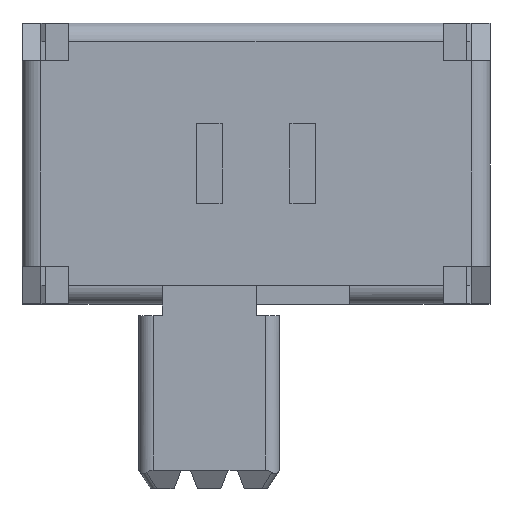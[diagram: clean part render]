
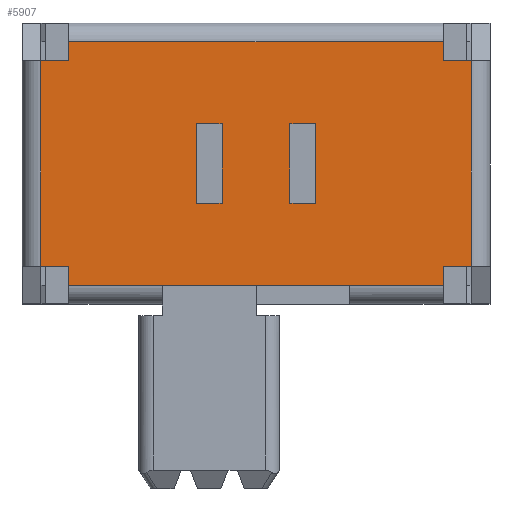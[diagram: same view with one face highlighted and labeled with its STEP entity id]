
A CAD part, top view. The second image highlights one B-rep face of the part: STEP entity #5907.
In plain terms, the highlighted planar face has unit normal (0, 0, 1).
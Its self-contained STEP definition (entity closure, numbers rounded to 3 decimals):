
#36=FACE_BOUND('',#704,.T.);
#37=FACE_BOUND('',#705,.T.);
#404=FACE_OUTER_BOUND('',#703,.T.);
#703=EDGE_LOOP('',(#4924,#4925,#4926,#4927,#4928,#4929,#4930,#4931,#4932,
#4933,#4934,#4935));
#704=EDGE_LOOP('',(#4936,#4937,#4938,#4939));
#705=EDGE_LOOP('',(#4940,#4941,#4942,#4943));
#806=LINE('',#7973,#1521);
#1374=LINE('',#9246,#2089);
#1379=LINE('',#9262,#2094);
#1402=LINE('',#9323,#2117);
#1403=LINE('',#9326,#2118);
#1409=LINE('',#9344,#2124);
#1410=LINE('',#9348,#2125);
#1411=LINE('',#9350,#2126);
#1412=LINE('',#9352,#2127);
#1413=LINE('',#9353,#2128);
#1414=LINE('',#9355,#2129);
#1415=LINE('',#9356,#2130);
#1416=LINE('',#9359,#2131);
#1417=LINE('',#9361,#2132);
#1418=LINE('',#9363,#2133);
#1419=LINE('',#9364,#2134);
#1420=LINE('',#9367,#2135);
#1421=LINE('',#9369,#2136);
#1422=LINE('',#9371,#2137);
#1423=LINE('',#9372,#2138);
#1521=VECTOR('',#6455,8.);
#2089=VECTOR('',#7543,4.4);
#2094=VECTOR('',#7568,0.599);
#2117=VECTOR('',#7641,4.4);
#2118=VECTOR('',#7644,0.599);
#2124=VECTOR('',#7670,8.);
#2125=VECTOR('',#7677,0.399);
#2126=VECTOR('',#7680,0.399);
#2127=VECTOR('',#7681,0.599);
#2128=VECTOR('',#7682,0.399);
#2129=VECTOR('',#7683,0.399);
#2130=VECTOR('',#7684,0.599);
#2131=VECTOR('',#7685,1.7);
#2132=VECTOR('',#7686,0.55);
#2133=VECTOR('',#7687,1.7);
#2134=VECTOR('',#7688,0.55);
#2135=VECTOR('',#7689,1.7);
#2136=VECTOR('',#7690,0.55);
#2137=VECTOR('',#7691,1.7);
#2138=VECTOR('',#7692,0.55);
#2237=VERTEX_POINT('',#7970);
#2238=VERTEX_POINT('',#7972);
#2641=VERTEX_POINT('',#9234);
#2643=VERTEX_POINT('',#9240);
#2644=VERTEX_POINT('',#9260);
#2655=VERTEX_POINT('',#9299);
#2657=VERTEX_POINT('',#9305);
#2658=VERTEX_POINT('',#9325);
#2659=VERTEX_POINT('',#9336);
#2660=VERTEX_POINT('',#9340);
#2661=VERTEX_POINT('',#9351);
#2662=VERTEX_POINT('',#9354);
#2663=VERTEX_POINT('',#9357);
#2664=VERTEX_POINT('',#9358);
#2665=VERTEX_POINT('',#9360);
#2666=VERTEX_POINT('',#9362);
#2667=VERTEX_POINT('',#9365);
#2668=VERTEX_POINT('',#9366);
#2669=VERTEX_POINT('',#9368);
#2670=VERTEX_POINT('',#9370);
#2753=EDGE_CURVE('',#2238,#2237,#806,.T.);
#3386=EDGE_CURVE('',#2641,#2643,#1374,.T.);
#3393=EDGE_CURVE('',#2643,#2644,#1379,.T.);
#3424=EDGE_CURVE('',#2655,#2657,#1402,.T.);
#3425=EDGE_CURVE('',#2658,#2655,#1403,.T.);
#3433=EDGE_CURVE('',#2659,#2660,#1409,.T.);
#3434=EDGE_CURVE('',#2644,#2659,#1410,.T.);
#3435=EDGE_CURVE('',#2660,#2658,#1411,.T.);
#3436=EDGE_CURVE('',#2657,#2661,#1412,.T.);
#3437=EDGE_CURVE('',#2661,#2238,#1413,.T.);
#3438=EDGE_CURVE('',#2237,#2662,#1414,.T.);
#3439=EDGE_CURVE('',#2662,#2641,#1415,.T.);
#3440=EDGE_CURVE('',#2663,#2664,#1416,.T.);
#3441=EDGE_CURVE('',#2664,#2665,#1417,.T.);
#3442=EDGE_CURVE('',#2665,#2666,#1418,.T.);
#3443=EDGE_CURVE('',#2666,#2663,#1419,.T.);
#3444=EDGE_CURVE('',#2667,#2668,#1420,.T.);
#3445=EDGE_CURVE('',#2668,#2669,#1421,.T.);
#3446=EDGE_CURVE('',#2669,#2670,#1422,.T.);
#3447=EDGE_CURVE('',#2670,#2667,#1423,.T.);
#4924=ORIENTED_EDGE('',*,*,#3386,.T.);
#4925=ORIENTED_EDGE('',*,*,#3393,.T.);
#4926=ORIENTED_EDGE('',*,*,#3434,.T.);
#4927=ORIENTED_EDGE('',*,*,#3433,.T.);
#4928=ORIENTED_EDGE('',*,*,#3435,.T.);
#4929=ORIENTED_EDGE('',*,*,#3425,.T.);
#4930=ORIENTED_EDGE('',*,*,#3424,.T.);
#4931=ORIENTED_EDGE('',*,*,#3436,.T.);
#4932=ORIENTED_EDGE('',*,*,#3437,.T.);
#4933=ORIENTED_EDGE('',*,*,#2753,.T.);
#4934=ORIENTED_EDGE('',*,*,#3438,.T.);
#4935=ORIENTED_EDGE('',*,*,#3439,.T.);
#4936=ORIENTED_EDGE('',*,*,#3440,.T.);
#4937=ORIENTED_EDGE('',*,*,#3441,.T.);
#4938=ORIENTED_EDGE('',*,*,#3442,.T.);
#4939=ORIENTED_EDGE('',*,*,#3443,.T.);
#4940=ORIENTED_EDGE('',*,*,#3444,.T.);
#4941=ORIENTED_EDGE('',*,*,#3445,.T.);
#4942=ORIENTED_EDGE('',*,*,#3446,.T.);
#4943=ORIENTED_EDGE('',*,*,#3447,.T.);
#5324=PLANE('',#6300);
#5907=ADVANCED_FACE('',(#404,#36,#37),#5324,.T.);
#6300=AXIS2_PLACEMENT_3D('',#9349,#7678,#7679);
#6455=DIRECTION('',(1.,0.,0.));
#7543=DIRECTION('',(0.,1.,0.));
#7568=DIRECTION('',(-1.,0.,0.));
#7641=DIRECTION('',(0.,-1.,0.));
#7644=DIRECTION('',(-1.,0.,0.));
#7670=DIRECTION('',(-1.,0.,0.));
#7677=DIRECTION('',(0.,1.,0.));
#7678=DIRECTION('center_axis',(0.,0.,1.));
#7679=DIRECTION('ref_axis',(1.,0.,0.));
#7680=DIRECTION('',(0.,-1.,0.));
#7681=DIRECTION('',(1.,0.,0.));
#7682=DIRECTION('',(0.,-1.,0.));
#7683=DIRECTION('',(0.,1.,0.));
#7684=DIRECTION('',(1.,0.,0.));
#7685=DIRECTION('',(0.,-1.,0.));
#7686=DIRECTION('',(-1.,0.,0.));
#7687=DIRECTION('',(0.,1.,0.));
#7688=DIRECTION('',(1.,0.,0.));
#7689=DIRECTION('',(0.,-1.,0.));
#7690=DIRECTION('',(-1.,0.,0.));
#7691=DIRECTION('',(0.,1.,0.));
#7692=DIRECTION('',(1.,0.,0.));
#7970=CARTESIAN_POINT('',(4.,-2.599,0.4));
#7972=CARTESIAN_POINT('',(-4.,-2.599,0.4));
#7973=CARTESIAN_POINT('',(-4.,-2.599,0.4));
#9234=CARTESIAN_POINT('',(4.599,-2.2,0.4));
#9240=CARTESIAN_POINT('',(4.599,2.2,0.4));
#9246=CARTESIAN_POINT('',(4.599,-2.2,0.4));
#9260=CARTESIAN_POINT('',(4.,2.2,0.4));
#9262=CARTESIAN_POINT('',(4.599,2.2,0.4));
#9299=CARTESIAN_POINT('',(-4.599,2.2,0.4));
#9305=CARTESIAN_POINT('',(-4.599,-2.2,0.4));
#9323=CARTESIAN_POINT('',(-4.599,2.2,0.4));
#9325=CARTESIAN_POINT('',(-4.,2.2,0.4));
#9326=CARTESIAN_POINT('',(-4.,2.2,0.4));
#9336=CARTESIAN_POINT('',(4.,2.599,0.4));
#9340=CARTESIAN_POINT('',(-4.,2.599,0.4));
#9344=CARTESIAN_POINT('',(4.,2.599,0.4));
#9348=CARTESIAN_POINT('',(4.,2.2,0.4));
#9349=CARTESIAN_POINT('Origin',(0.,0.,0.4));
#9350=CARTESIAN_POINT('',(-4.,2.599,0.4));
#9351=CARTESIAN_POINT('',(-4.,-2.2,0.4));
#9352=CARTESIAN_POINT('',(-4.599,-2.2,0.4));
#9353=CARTESIAN_POINT('',(-4.,-2.2,0.4));
#9354=CARTESIAN_POINT('',(4.,-2.2,0.4));
#9355=CARTESIAN_POINT('',(4.,-2.599,0.4));
#9356=CARTESIAN_POINT('',(4.,-2.2,0.4));
#9357=CARTESIAN_POINT('',(-0.725,0.85,0.4));
#9358=CARTESIAN_POINT('',(-0.725,-0.85,0.4));
#9359=CARTESIAN_POINT('',(-0.725,0.85,0.4));
#9360=CARTESIAN_POINT('',(-1.275,-0.85,0.4));
#9361=CARTESIAN_POINT('',(-0.725,-0.85,0.4));
#9362=CARTESIAN_POINT('',(-1.275,0.85,0.4));
#9363=CARTESIAN_POINT('',(-1.275,-0.85,0.4));
#9364=CARTESIAN_POINT('',(-1.275,0.85,0.4));
#9365=CARTESIAN_POINT('',(1.275,0.85,0.4));
#9366=CARTESIAN_POINT('',(1.275,-0.85,0.4));
#9367=CARTESIAN_POINT('',(1.275,0.85,0.4));
#9368=CARTESIAN_POINT('',(0.725,-0.85,0.4));
#9369=CARTESIAN_POINT('',(1.275,-0.85,0.4));
#9370=CARTESIAN_POINT('',(0.725,0.85,0.4));
#9371=CARTESIAN_POINT('',(0.725,-0.85,0.4));
#9372=CARTESIAN_POINT('',(0.725,0.85,0.4));
